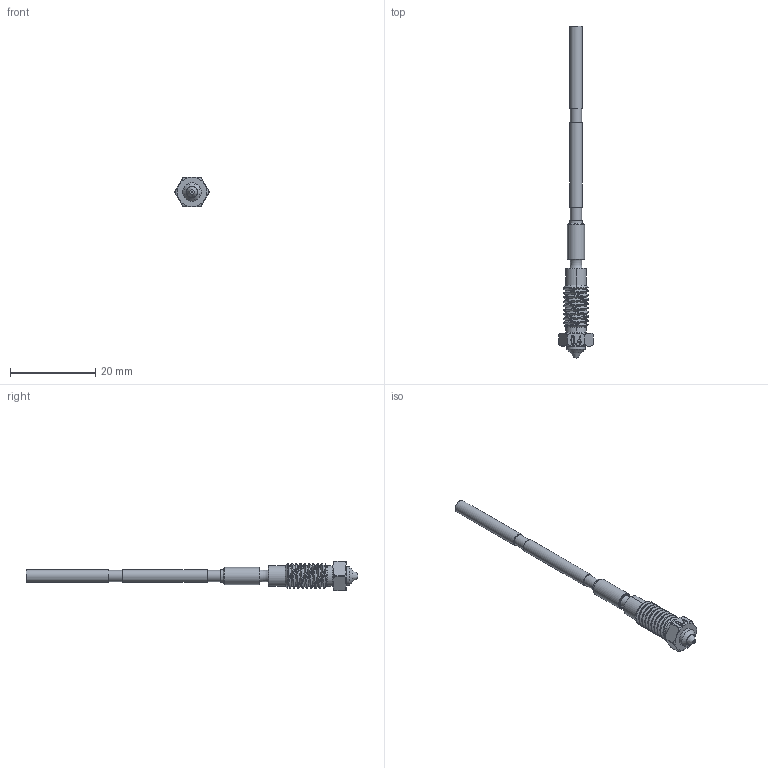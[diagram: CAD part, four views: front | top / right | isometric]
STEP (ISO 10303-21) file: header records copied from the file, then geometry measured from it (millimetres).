
FILE_DESCRIPTION(/* description */ (''),/* implementation_level */ '2;1');
FILE_NAME(/* name */ '1.stp',/* time_stamp */ '2024-09-09T09:27:30+08:00',/* author */ (''),/* organization */ (''),/* preprocessor_version */ 'ST-DEVELOPER v16',/* originating_system */ 'SIEMENS PLM Software NX 11.0',/* authorisation */ '');
FILE_SCHEMA (('AUTOMOTIVE_DESIGN { 1 0 10303 214 3 1 1 1 }'));
Length unit declared in the file: millimetre
Products named in the file (5): _model1; _model2; F001-NZH-Cu175-0404_硬化钢喷嘴; CC-PR-MK4-NOZZLE_step; _asm1
Assembly tree (4 placements, depth 2):
  _asm1
    CC-PR-MK4-NOZZLE_step
    F001-NZH-Cu175-0404_硬化钢喷嘴
    _model2
    _model1
Bounding box: 8 x 77.7 x 7 mm (x, y, z)
Volume: 672.2 mm3; surface area: 1946.6 mm2
Topology: 4 solids, 4 shells, 132 faces, 312 edges, 201 vertices
Faces by surface type: cylinder 48, plane 47, cone 20, torus 11, extrusion 4, bspline 2
Full cylindrical faces by diameter (mm): 0.4 x1, 2 x2, 2.6 x2, 2.955 x1, 3 x4, 3.5 x2, 4 x1, 4.3 x1
Entity records: 6594 total; most frequent: CARTESIAN_POINT 3577, ORIENTED_EDGE 550, DIRECTION 533, EDGE_CURVE 275, AXIS2_PLACEMENT_3D 230, VERTEX_POINT 193, EDGE_LOOP 182, ADVANCED_FACE 132
